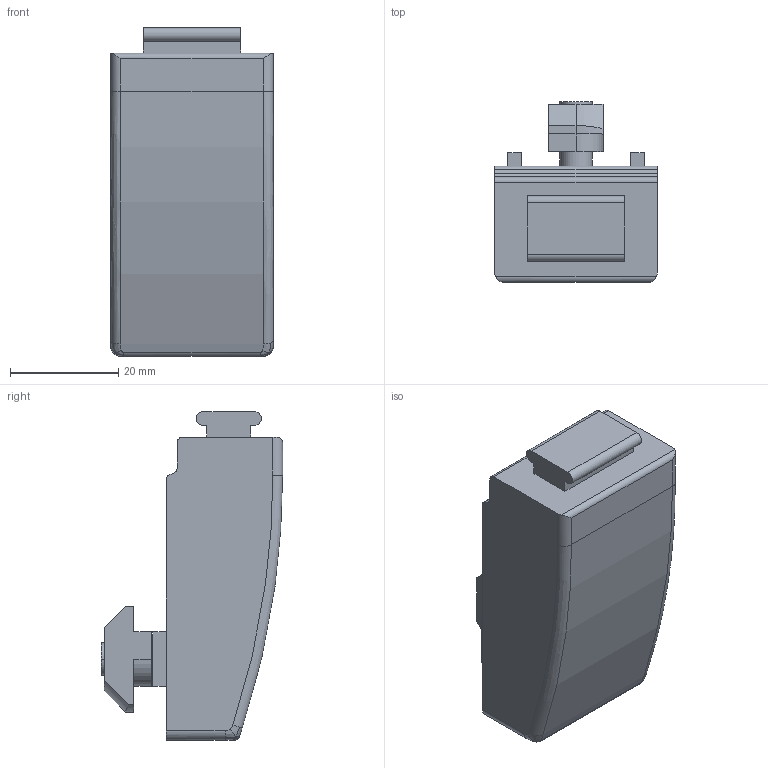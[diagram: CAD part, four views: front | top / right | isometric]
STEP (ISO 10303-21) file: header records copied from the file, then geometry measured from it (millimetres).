
FILE_DESCRIPTION(('STEP AP214'),'1');
FILE_NAME('cctmp_1A527F2C-4422-4E65-A512-795FD0F0F045_2020_1_13_15_54_7_624..stp','2020-01-13T14:54:07',('Bosch Rexroth AG'),('CADClick - www.CADClick.com'),'Spatial InterOp 3D',' ','unknown authorization - (Healing Option Enabled)');
FILE_SCHEMA(('AUTOMOTIVE_DESIGN'));
Length unit declared in the file: millimetre
Products named in the file (1): 2020_01_13__15-54-07-624
Bounding box: 30 x 33.5 x 60.7 mm (x, y, z)
Volume: 33819.2 mm3; surface area: 7749.1 mm2
Topology: 1 solids, 1 shells, 77 faces, 194 edges, 126 vertices
Faces by surface type: plane 39, cylinder 24, bspline 14
Entity records: 4945 total; most frequent: CARTESIAN_POINT 2585, ORIENTED_EDGE 388, DIRECTION 306, EDGE_CURVE 194, VERTEX_POINT 126, LINE 114, VECTOR 114, AXIS2_PLACEMENT_3D 96
